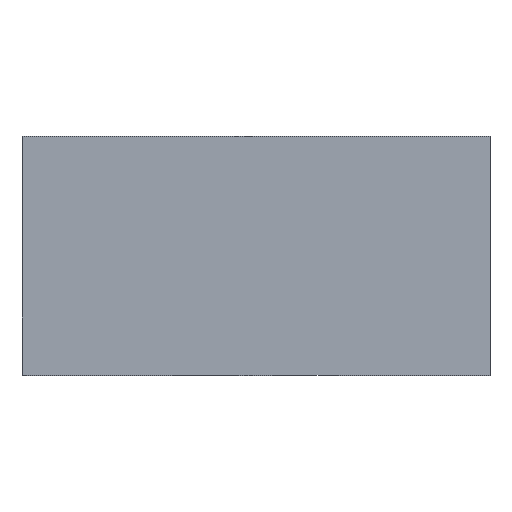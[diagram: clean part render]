
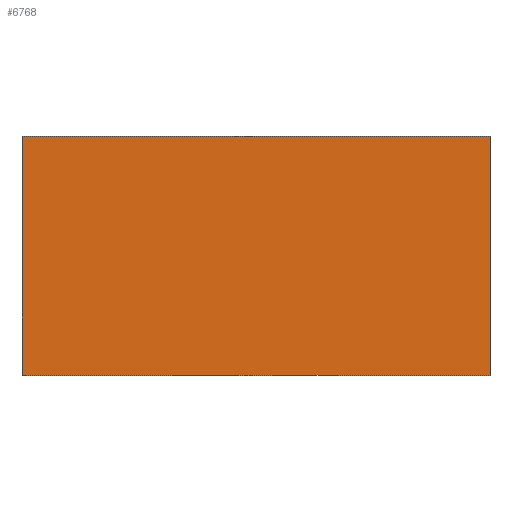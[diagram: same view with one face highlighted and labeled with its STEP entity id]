
A CAD part, top view. The second image highlights one B-rep face of the part: STEP entity #6768.
In plain terms, the highlighted face is planar.
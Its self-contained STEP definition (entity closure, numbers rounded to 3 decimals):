
#441=ORIENTED_EDGE('',*,*,#2417,.T.);
#442=ORIENTED_EDGE('',*,*,#2428,.F.);
#443=ORIENTED_EDGE('',*,*,#2387,.F.);
#444=ORIENTED_EDGE('',*,*,#2440,.T.);
#2387=EDGE_CURVE('',#3409,#3410,#4073,.T.);
#2417=EDGE_CURVE('',#3440,#3439,#4103,.T.);
#2428=EDGE_CURVE('',#3410,#3439,#4114,.T.);
#2440=EDGE_CURVE('',#3409,#3440,#4126,.T.);
#3409=VERTEX_POINT('',#9744);
#3410=VERTEX_POINT('',#9746);
#3439=VERTEX_POINT('',#9807);
#3440=VERTEX_POINT('',#9809);
#4073=LINE('',#9745,#4903);
#4103=LINE('',#9808,#4933);
#4114=LINE('',#9829,#4944);
#4126=LINE('',#9852,#4956);
#4903=VECTOR('',#7754,1000.);
#4933=VECTOR('',#7790,1000.);
#4944=VECTOR('',#7803,1000.);
#4956=VECTOR('',#7823,1000.);
#5720=EDGE_LOOP('',(#441,#442,#443,#444));
#6104=FACE_BOUND('',#5720,.T.);
#6485=PLANE('',#7165);
#6768=ADVANCED_FACE('',(#6104),#6485,.F.);
#7165=AXIS2_PLACEMENT_3D('',#9899,#7860,#7861);
#7754=DIRECTION('',(-1.,0.,0.));
#7790=DIRECTION('',(-1.,0.,0.));
#7803=DIRECTION('',(0.,0.,-1.));
#7823=DIRECTION('',(0.,0.,-1.));
#7860=DIRECTION('',(0.,-1.,0.));
#7861=DIRECTION('',(0.,0.,-1.));
#9744=CARTESIAN_POINT('',(8.94,4.5,9.12));
#9745=CARTESIAN_POINT('',(8.94,4.5,9.12));
#9746=CARTESIAN_POINT('',(-8.94,4.5,9.12));
#9807=CARTESIAN_POINT('',(-8.94,4.5,0.));
#9808=CARTESIAN_POINT('',(8.94,4.5,0.));
#9809=CARTESIAN_POINT('',(8.94,4.5,0.));
#9829=CARTESIAN_POINT('',(-8.94,4.5,9.12));
#9852=CARTESIAN_POINT('',(8.94,4.5,9.12));
#9899=CARTESIAN_POINT('',(8.94,4.5,9.12));
